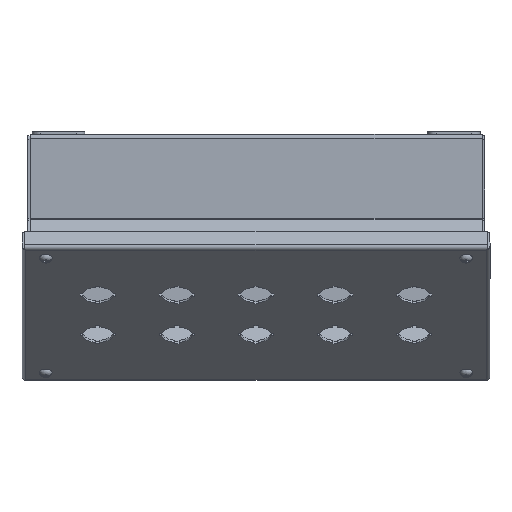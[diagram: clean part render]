
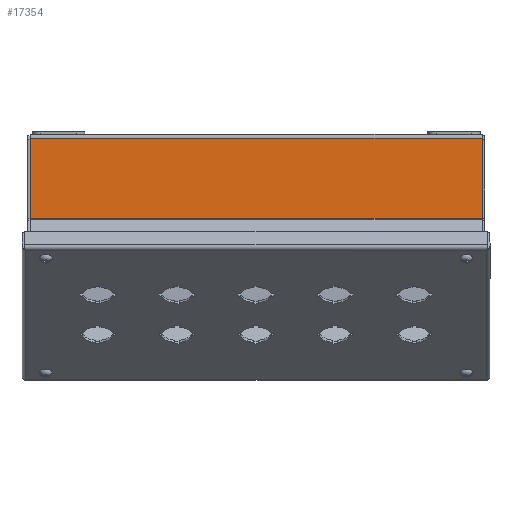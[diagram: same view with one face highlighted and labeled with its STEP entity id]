
A CAD part, top view. The second image highlights one B-rep face of the part: STEP entity #17354.
In plain terms, the highlighted planar face has unit normal (0, 0, 1).
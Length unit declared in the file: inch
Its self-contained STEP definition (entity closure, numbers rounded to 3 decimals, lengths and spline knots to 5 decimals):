
#3121 = DIRECTION ( 'NONE',  ( -1., 0., 0. ) ) ;
#3219 = CARTESIAN_POINT ( 'NONE',  ( 6.428, -4.01226, 3.38488 ) ) ;
#5046 = AXIS2_PLACEMENT_3D ( 'NONE', #15589, #17501, #17233 ) ;
#5257 = CARTESIAN_POINT ( 'NONE',  ( -6.428, -3.72229, 3.38488 ) ) ;
#5839 = EDGE_CURVE ( 'NONE', #18348, #20824, #13200, .T. ) ;
#6232 = ORIENTED_EDGE ( 'NONE', *, *, #5839, .F. ) ;
#6325 = LINE ( 'NONE', #14644, #20808 ) ;
#7126 = CARTESIAN_POINT ( 'NONE',  ( 6.428, 0.19386, 3.38488 ) ) ;
#7554 = VECTOR ( 'NONE', #7566, 39.37008 ) ;
#7566 = DIRECTION ( 'NONE',  ( 0., 1., 0. ) ) ;
#8919 = PLANE ( 'NONE',  #5046 ) ;
#9057 = FACE_OUTER_BOUND ( 'NONE', #20387, .T. ) ;
#11672 = VERTEX_POINT ( 'NONE', #12443 ) ;
#12443 = CARTESIAN_POINT ( 'NONE',  ( 6.428, 2.48221, 3.38488 ) ) ;
#12740 = EDGE_CURVE ( 'NONE', #18348, #11672, #26231, .T. ) ;
#13200 = LINE ( 'NONE', #13464, #21201 ) ;
#13464 = CARTESIAN_POINT ( 'NONE',  ( -6.428, 0.19386, 3.38488 ) ) ;
#13527 = ORIENTED_EDGE ( 'NONE', *, *, #12740, .T. ) ;
#13648 = ORIENTED_EDGE ( 'NONE', *, *, #19419, .F. ) ;
#14644 = CARTESIAN_POINT ( 'NONE',  ( -6.428, 2.48221, 3.38488 ) ) ;
#15589 = CARTESIAN_POINT ( 'NONE',  ( -6.428, 2.59021, 3.38488 ) ) ;
#16960 = DIRECTION ( 'NONE',  ( 1., 0., 0. ) ) ;
#17076 = ORIENTED_EDGE ( 'NONE', *, *, #20861, .F. ) ;
#17233 = DIRECTION ( 'NONE',  ( -1., 0., 0. ) ) ;
#17354 = ADVANCED_FACE ( 'NONE', ( #9057 ), #8919, .F. ) ;
#17501 = DIRECTION ( 'NONE',  ( 0., 0., -1. ) ) ;
#17503 = VECTOR ( 'NONE', #21869, 39.37008 ) ;
#18348 = VERTEX_POINT ( 'NONE', #7126 ) ;
#19419 = EDGE_CURVE ( 'NONE', #22730, #11672, #6325, .T. ) ;
#20374 = CARTESIAN_POINT ( 'NONE',  ( -6.428, 2.48221, 3.38488 ) ) ;
#20387 = EDGE_LOOP ( 'NONE', ( #13648, #17076, #6232, #13527 ) ) ;
#20808 = VECTOR ( 'NONE', #16960, 39.37008 ) ;
#20824 = VERTEX_POINT ( 'NONE', #24458 ) ;
#20861 = EDGE_CURVE ( 'NONE', #20824, #22730, #26515, .T. ) ;
#21201 = VECTOR ( 'NONE', #3121, 39.37008 ) ;
#21869 = DIRECTION ( 'NONE',  ( 0., 1., 0. ) ) ;
#22730 = VERTEX_POINT ( 'NONE', #20374 ) ;
#24458 = CARTESIAN_POINT ( 'NONE',  ( -6.428, 0.19386, 3.38488 ) ) ;
#26231 = LINE ( 'NONE', #3219, #17503 ) ;
#26515 = LINE ( 'NONE', #5257, #7554 ) ;
